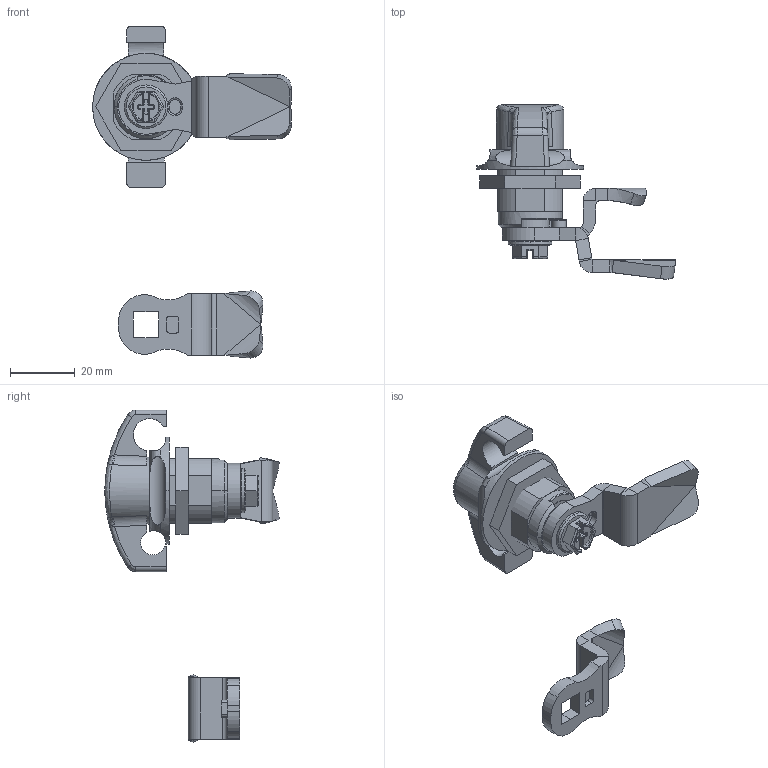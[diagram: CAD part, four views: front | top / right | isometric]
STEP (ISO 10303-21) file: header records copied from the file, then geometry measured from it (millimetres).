
FILE_DESCRIPTION (( 'STEP AP214' ), '1' );
FILE_NAME ('SCE-PLWKB.STEP', '2022-07-21T18:07:45', ( '' ), ( '' ), 'SwSTEP 2.0', 'SolidWorks 2021', '' );
FILE_SCHEMA (( 'AUTOMOTIVE_DESIGN' ));
Length unit declared in the file: inch
Products named in the file (1): SCE-PLWKB
Bounding box: 61.52 x 53.89 x 102.72 mm (x, y, z)
Volume: 26092.5 mm3; surface area: 16676.9 mm2
Topology: 8 solids, 8 shells, 358 faces, 872 edges, 537 vertices
Faces by surface type: plane 144, cylinder 134, bspline 45, torus 25, cone 6, sphere 4
Full cylindrical faces by diameter (mm): 20.251 x1
Entity records: 19329 total; most frequent: CARTESIAN_POINT 11226, ORIENTED_EDGE 1738, DIRECTION 1524, EDGE_CURVE 869, AXIS2_PLACEMENT_3D 547, VERTEX_POINT 537, LINE 430, VECTOR 430
